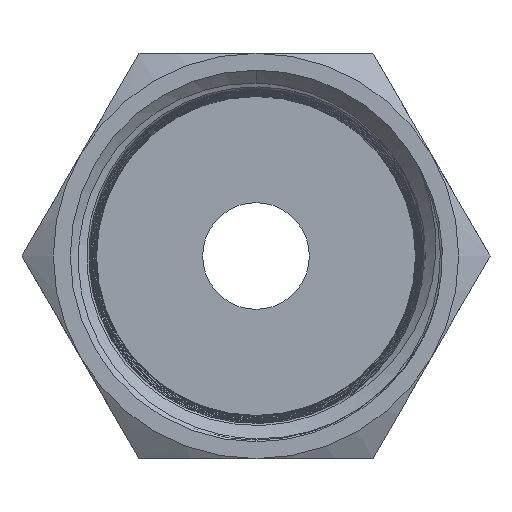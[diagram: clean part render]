
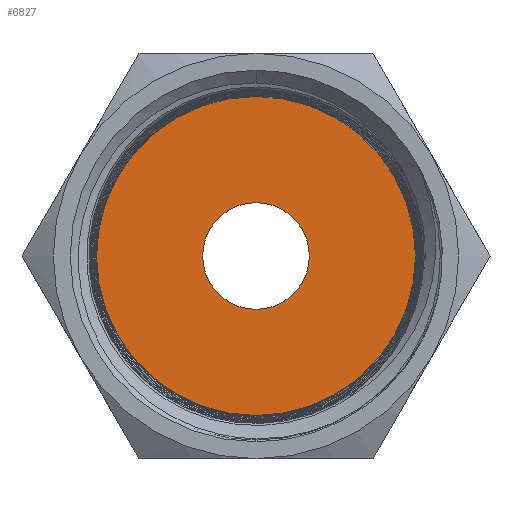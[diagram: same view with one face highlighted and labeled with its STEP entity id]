
A CAD part, front view. The second image highlights one B-rep face of the part: STEP entity #6827.
In plain terms, the highlighted planar face has unit normal (0, -1, 0).
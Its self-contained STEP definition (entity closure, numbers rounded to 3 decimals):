
#273 = ORIENTED_EDGE ( 'NONE', *, *, #24932, .T. ) ;
#1099 = CIRCLE ( 'NONE', #16802, 7.475 ) ;
#1913 = DIRECTION ( 'NONE',  ( 0., 0., -1. ) ) ;
#3381 = AXIS2_PLACEMENT_3D ( 'NONE', #19113, #4664, #21540 ) ;
#3821 = AXIS2_PLACEMENT_3D ( 'NONE', #23098, #8646, #25498 ) ;
#4658 = FACE_OUTER_BOUND ( 'NONE', #11494, .T. ) ;
#4664 = DIRECTION ( 'NONE',  ( 0., 1., 0. ) ) ;
#5913 = AXIS2_PLACEMENT_3D ( 'NONE', #28656, #14241, #31074 ) ;
#6615 = CARTESIAN_POINT ( 'NONE',  ( 0., -7.3, 2.5 ) ) ;
#6827 = ADVANCED_FACE ( 'NONE', ( #23139, #4658 ), #30983, .F. ) ;
#8607 = VERTEX_POINT ( 'NONE', #6615 ) ;
#8646 = DIRECTION ( 'NONE',  ( 0., 1., 0. ) ) ;
#9565 = VERTEX_POINT ( 'NONE', #17679 ) ;
#10295 = CIRCLE ( 'NONE', #19950, 7.475 ) ;
#10561 = DIRECTION ( 'NONE',  ( 0., -1., 0. ) ) ;
#10810 = EDGE_CURVE ( 'NONE', #21633, #9565, #10295, .T. ) ;
#11494 = EDGE_LOOP ( 'NONE', ( #22451, #273 ) ) ;
#13829 = CARTESIAN_POINT ( 'NONE',  ( 0., -7.3, -7.475 ) ) ;
#14241 = DIRECTION ( 'NONE',  ( 0., 1., 0. ) ) ;
#15327 = ORIENTED_EDGE ( 'NONE', *, *, #30761, .T. ) ;
#15724 = CARTESIAN_POINT ( 'NONE',  ( 0., -7.3, -2.5 ) ) ;
#16335 = DIRECTION ( 'NONE',  ( 0., -1., 0. ) ) ;
#16802 = AXIS2_PLACEMENT_3D ( 'NONE', #24997, #10561, #27413 ) ;
#17679 = CARTESIAN_POINT ( 'NONE',  ( 0., -7.3, 7.475 ) ) ;
#18996 = EDGE_LOOP ( 'NONE', ( #27713, #15327 ) ) ;
#19113 = CARTESIAN_POINT ( 'NONE',  ( 0., -7.3, 0. ) ) ;
#19950 = AXIS2_PLACEMENT_3D ( 'NONE', #30766, #16335, #1913 ) ;
#21540 = DIRECTION ( 'NONE',  ( 0., 0., 1. ) ) ;
#21633 = VERTEX_POINT ( 'NONE', #13829 ) ;
#21764 = CIRCLE ( 'NONE', #5913, 2.5 ) ;
#22451 = ORIENTED_EDGE ( 'NONE', *, *, #10810, .T. ) ;
#23061 = VERTEX_POINT ( 'NONE', #15724 ) ;
#23098 = CARTESIAN_POINT ( 'NONE',  ( 0., -7.3, 0. ) ) ;
#23139 = FACE_BOUND ( 'NONE', #18996, .T. ) ;
#24932 = EDGE_CURVE ( 'NONE', #9565, #21633, #1099, .T. ) ;
#24997 = CARTESIAN_POINT ( 'NONE',  ( 0., -7.3, 0. ) ) ;
#25498 = DIRECTION ( 'NONE',  ( 0., 0., 1. ) ) ;
#25615 = EDGE_CURVE ( 'NONE', #8607, #23061, #21764, .T. ) ;
#25674 = CIRCLE ( 'NONE', #3821, 2.5 ) ;
#27413 = DIRECTION ( 'NONE',  ( 0., 0., -1. ) ) ;
#27713 = ORIENTED_EDGE ( 'NONE', *, *, #25615, .T. ) ;
#28656 = CARTESIAN_POINT ( 'NONE',  ( 0., -7.3, 0. ) ) ;
#30761 = EDGE_CURVE ( 'NONE', #23061, #8607, #25674, .T. ) ;
#30766 = CARTESIAN_POINT ( 'NONE',  ( 0., -7.3, 0. ) ) ;
#30983 = PLANE ( 'NONE',  #3381 ) ;
#31074 = DIRECTION ( 'NONE',  ( 0., 0., 1. ) ) ;
